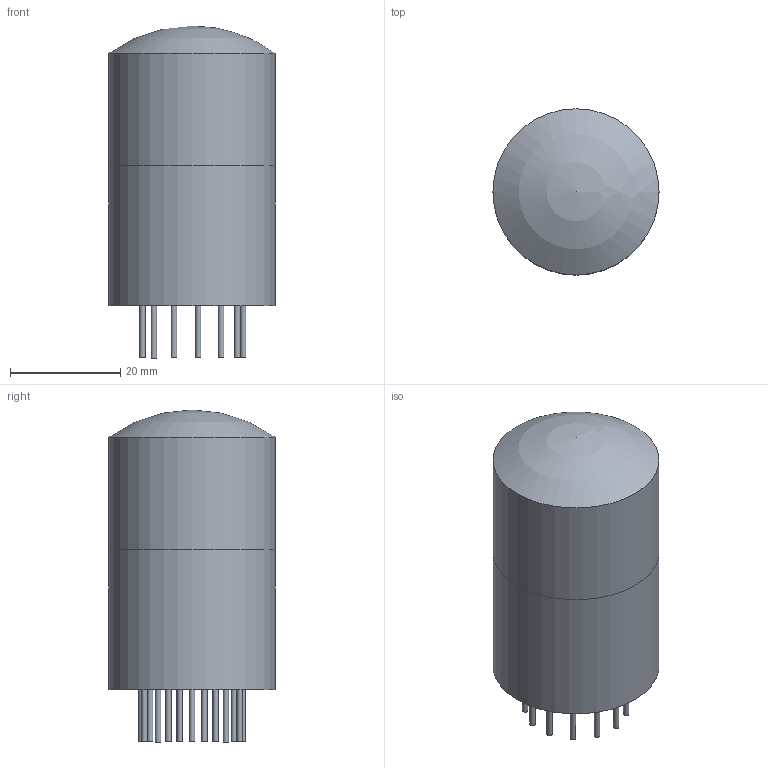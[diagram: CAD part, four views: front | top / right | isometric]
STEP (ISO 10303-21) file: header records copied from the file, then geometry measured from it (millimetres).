
FILE_DESCRIPTION(('FreeCAD Model'),'2;1');
FILE_NAME('Open CASCADE Shape Model','2024-02-26T14:51:24',('Author'),( ''),'Open CASCADE STEP processor 7.5','FreeCAD','Unknown');
FILE_SCHEMA(('AUTOMOTIVE_DESIGN { 1 0 10303 214 1 1 1 1 }'));
Length unit declared in the file: millimetre
Products named in the file (3): _T9; Group; Group001
Assembly tree (2 placements, depth 2):
  _T9
    Group
    Group001
Bounding box: 30.18 x 30.18 x 60.33 mm (x, y, z)
Volume: 34717.7 mm3; surface area: 6269 mm2
Topology: 14 solids, 14 shells, 43 faces, 46 edges, 30 vertices
Faces by surface type: plane 27, cylinder 15, sphere 1
Full cylindrical faces by diameter (mm): 1.016 x13, 30.175 x2
Entity records: 1543 total; most frequent: DIRECTION 256, CARTESIAN_POINT 212, ORIENTED_EDGE 90, PCURVE 90, DEFINITIONAL_REPRESENTATION 90, LINE 77, VECTOR 77, AXIS2_PLACEMENT_3D 76
